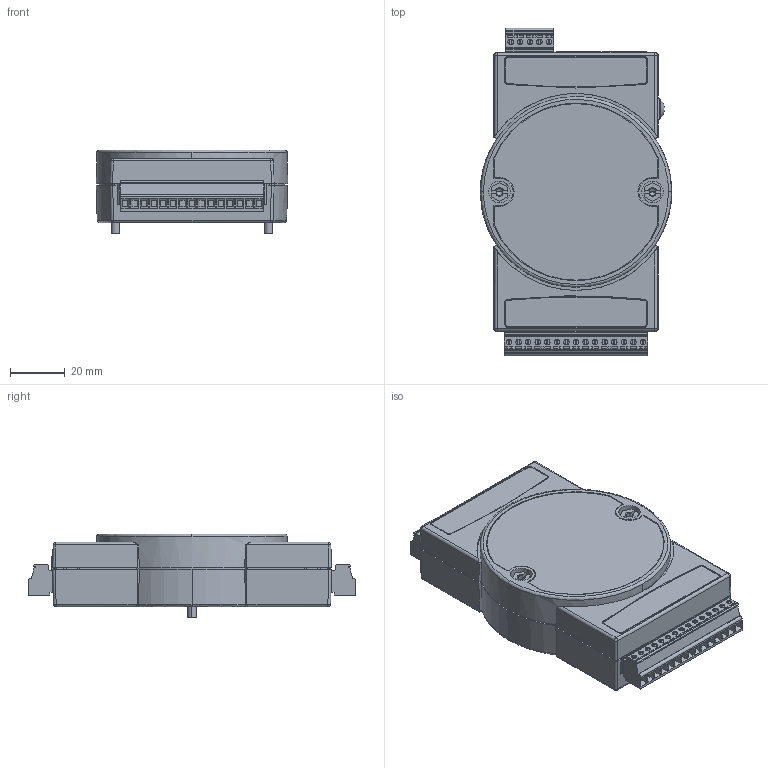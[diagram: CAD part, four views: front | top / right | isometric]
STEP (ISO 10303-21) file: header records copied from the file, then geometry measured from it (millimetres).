
FILE_DESCRIPTION (( 'STEP AP214' ), '1' );
FILE_NAME ('assy_ADAM-6100series.STEP', '2022-08-02T13:51:34', ( '' ), ( '' ), 'SwSTEP 2.0', 'SolidWorks 2020', '' );
FILE_SCHEMA (( 'AUTOMOTIVE_DESIGN' ));
Length unit declared in the file: millimetre
Products named in the file (1): assy_ADAM-6100series
Bounding box: 70 x 119.8 x 30.7 mm (x, y, z)
Volume: 158312.8 mm3; surface area: 41652.3 mm2
Topology: 1 solids, 6 shells, 1928 faces, 5319 edges, 3470 vertices
Faces by surface type: plane 1597, cylinder 237, cone 67, bspline 17, torus 10
Entity records: 76479 total; most frequent: CARTESIAN_POINT 13221, ORIENTED_EDGE 10630, DIRECTION 9473, EDGE_CURVE 5315, VECTOR 4369, LINE 4369, VERTEX_POINT 3470, AXIS2_PLACEMENT_3D 2552
